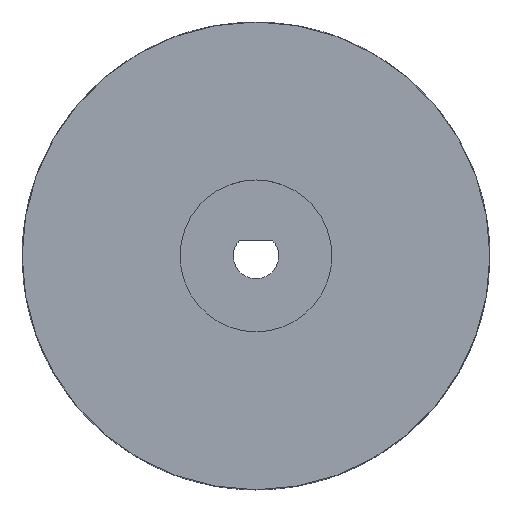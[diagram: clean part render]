
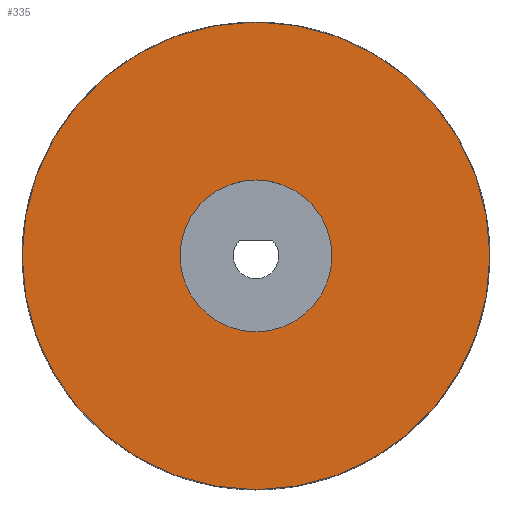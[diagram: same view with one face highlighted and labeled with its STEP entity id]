
A CAD part, top view. The second image highlights one B-rep face of the part: STEP entity #335.
In plain terms, the highlighted planar face has unit normal (0, 0, 1).
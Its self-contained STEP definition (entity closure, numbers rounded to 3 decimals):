
#32 = PLANE ( 'NONE',  #3331 ) ;
#139 = DIRECTION ( 'NONE',  ( 0., 0., 1. ) ) ;
#180 = DIRECTION ( 'NONE',  ( 1., 0., 0. ) ) ;
#186 = CARTESIAN_POINT ( 'NONE',  ( 15.4, 0., 9.5 ) ) ;
#195 = CARTESIAN_POINT ( 'NONE',  ( 0., 0., 9.5 ) ) ;
#263 = VERTEX_POINT ( 'NONE', #2561 ) ;
#335 = ADVANCED_FACE ( 'NONE', ( #2177, #1242 ), #32, .T. ) ;
#477 = EDGE_CURVE ( 'NONE', #263, #4116, #733, .T. ) ;
#569 = CIRCLE ( 'NONE', #772, 15.4 ) ;
#578 = EDGE_CURVE ( 'NONE', #2519, #1177, #2613, .T. ) ;
#606 = ORIENTED_EDGE ( 'NONE', *, *, #578, .F. ) ;
#678 = DIRECTION ( 'NONE',  ( 1., 0., 0. ) ) ;
#698 = EDGE_LOOP ( 'NONE', ( #3091, #3855 ) ) ;
#733 = CIRCLE ( 'NONE', #794, 15.4 ) ;
#772 = AXIS2_PLACEMENT_3D ( 'NONE', #4124, #1576, #1314 ) ;
#794 = AXIS2_PLACEMENT_3D ( 'NONE', #3355, #139, #4010 ) ;
#893 = EDGE_LOOP ( 'NONE', ( #3265, #606 ) ) ;
#1089 = EDGE_CURVE ( 'NONE', #1177, #2519, #3406, .T. ) ;
#1131 = DIRECTION ( 'NONE',  ( 0., 0., 1. ) ) ;
#1177 = VERTEX_POINT ( 'NONE', #4033 ) ;
#1242 = FACE_OUTER_BOUND ( 'NONE', #698, .T. ) ;
#1314 = DIRECTION ( 'NONE',  ( 1., 0., 0. ) ) ;
#1335 = EDGE_CURVE ( 'NONE', #4116, #263, #569, .T. ) ;
#1576 = DIRECTION ( 'NONE',  ( 0., 0., 1. ) ) ;
#2160 = CARTESIAN_POINT ( 'NONE',  ( -5., 0., 9.5 ) ) ;
#2177 = FACE_BOUND ( 'NONE', #893, .T. ) ;
#2519 = VERTEX_POINT ( 'NONE', #2160 ) ;
#2561 = CARTESIAN_POINT ( 'NONE',  ( -15.4, 0., 9.5 ) ) ;
#2613 = CIRCLE ( 'NONE', #3469, 5. ) ;
#2714 = DIRECTION ( 'NONE',  ( 0., 0., 1. ) ) ;
#2868 = DIRECTION ( 'NONE',  ( 0., 0., 1. ) ) ;
#3024 = CARTESIAN_POINT ( 'NONE',  ( 0., 0., 9.5 ) ) ;
#3091 = ORIENTED_EDGE ( 'NONE', *, *, #477, .T. ) ;
#3265 = ORIENTED_EDGE ( 'NONE', *, *, #1089, .F. ) ;
#3331 = AXIS2_PLACEMENT_3D ( 'NONE', #3836, #2868, #678 ) ;
#3341 = DIRECTION ( 'NONE',  ( 1., 0., 0. ) ) ;
#3355 = CARTESIAN_POINT ( 'NONE',  ( 0., 0., 9.5 ) ) ;
#3390 = AXIS2_PLACEMENT_3D ( 'NONE', #195, #2714, #180 ) ;
#3406 = CIRCLE ( 'NONE', #3390, 5. ) ;
#3469 = AXIS2_PLACEMENT_3D ( 'NONE', #3024, #1131, #3341 ) ;
#3836 = CARTESIAN_POINT ( 'NONE',  ( 0., 0., 9.5 ) ) ;
#3855 = ORIENTED_EDGE ( 'NONE', *, *, #1335, .T. ) ;
#4010 = DIRECTION ( 'NONE',  ( 1., 0., 0. ) ) ;
#4033 = CARTESIAN_POINT ( 'NONE',  ( 5., 0., 9.5 ) ) ;
#4116 = VERTEX_POINT ( 'NONE', #186 ) ;
#4124 = CARTESIAN_POINT ( 'NONE',  ( 0., 0., 9.5 ) ) ;
